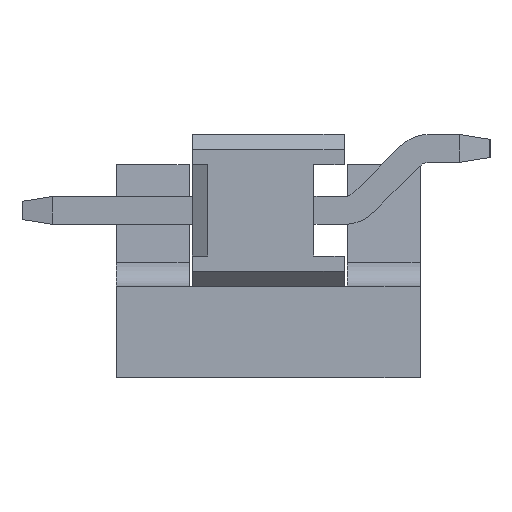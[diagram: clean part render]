
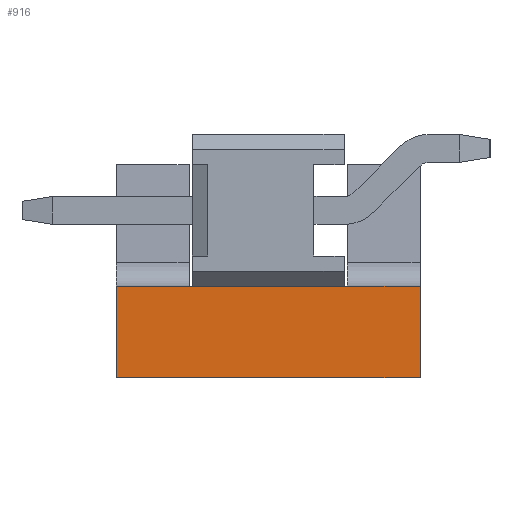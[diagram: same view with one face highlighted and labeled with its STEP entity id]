
A CAD part, left-side view. The second image highlights one B-rep face of the part: STEP entity #916.
In plain terms, the highlighted planar face has unit normal (-1, 0, 0).
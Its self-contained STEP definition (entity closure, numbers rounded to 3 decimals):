
#35=CARTESIAN_POINT('',(3.1,-1.25,-1.25));
#36=VERTEX_POINT('',#35);
#37=CARTESIAN_POINT('',(3.1,-1.25,-2.75));
#38=VERTEX_POINT('',#37);
#39=CARTESIAN_POINT('',(3.1,-1.25,-1.25));
#40=DIRECTION('',(0.,0.,-1.));
#41=VECTOR('',#40,1.5);
#42=LINE('',#39,#41);
#43=EDGE_CURVE('',#36,#38,#42,.T.);
#267=CARTESIAN_POINT('',(3.1,3.75,-1.25));
#268=VERTEX_POINT('',#267);
#275=CARTESIAN_POINT('',(3.1,3.75,-1.25));
#276=DIRECTION('',(0.,-1.,0.));
#277=VECTOR('',#276,5.);
#278=LINE('',#275,#277);
#279=EDGE_CURVE('',#268,#36,#278,.T.);
#882=CARTESIAN_POINT('',(3.1,3.75,-2.75));
#883=VERTEX_POINT('',#882);
#890=CARTESIAN_POINT('',(3.1,3.75,-2.75));
#891=DIRECTION('',(0.,0.,1.));
#892=VECTOR('',#891,1.5);
#893=LINE('',#890,#892);
#894=EDGE_CURVE('',#883,#268,#893,.T.);
#900=CARTESIAN_POINT('',(3.1,-1.25,-2.75));
#901=DIRECTION('',(0.,0.,1.));
#902=DIRECTION('',(-1.,0.,0.));
#903=AXIS2_PLACEMENT_3D('',#900,#902,#901);
#904=PLANE('',#903);
#905=ORIENTED_EDGE('',*,*,#279,.F.);
#906=ORIENTED_EDGE('',*,*,#894,.F.);
#907=CARTESIAN_POINT('',(3.1,3.75,-2.75));
#908=DIRECTION('',(0.,-1.,0.));
#909=VECTOR('',#908,5.);
#910=LINE('',#907,#909);
#911=EDGE_CURVE('',#883,#38,#910,.T.);
#912=ORIENTED_EDGE('',*,*,#911,.T.);
#913=ORIENTED_EDGE('',*,*,#43,.F.);
#914=EDGE_LOOP('',(#905,#906,#912,#913));
#915=FACE_OUTER_BOUND('',#914,.T.);
#916=ADVANCED_FACE('',(#915),#904,.T.);
